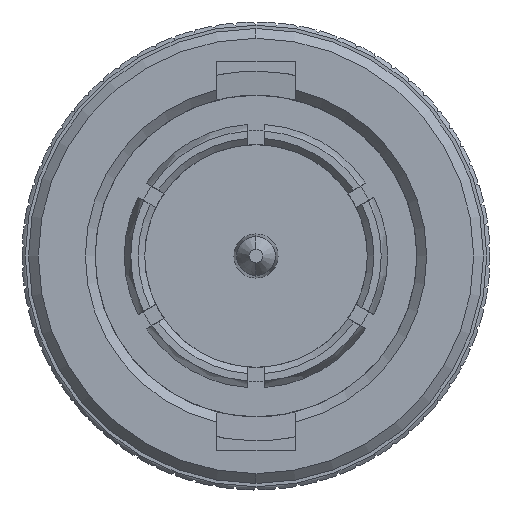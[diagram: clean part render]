
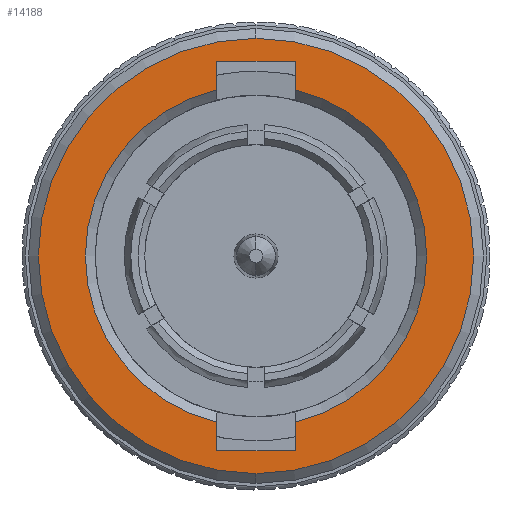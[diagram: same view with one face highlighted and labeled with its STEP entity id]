
A CAD part, left-side view. The second image highlights one B-rep face of the part: STEP entity #14188.
In plain terms, the highlighted planar face has unit normal (-1, 0, 0).
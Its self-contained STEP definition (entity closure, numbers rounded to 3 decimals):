
#127 = CARTESIAN_POINT ( 'NONE',  ( -1.564, 1.2, 5.95 ) ) ;
#345 = CARTESIAN_POINT ( 'NONE',  ( -1.564, 0., 0. ) ) ;
#601 = DIRECTION ( 'NONE',  ( 0., 0., -1. ) ) ;
#628 = ORIENTED_EDGE ( 'NONE', *, *, #8310, .T. ) ;
#900 = CARTESIAN_POINT ( 'NONE',  ( -1.564, 0., 0. ) ) ;
#1111 = VERTEX_POINT ( 'NONE', #5882 ) ;
#1219 = VERTEX_POINT ( 'NONE', #4982 ) ;
#1408 = VECTOR ( 'NONE', #13373, 1000. ) ;
#1444 = ORIENTED_EDGE ( 'NONE', *, *, #14494, .T. ) ;
#1482 = DIRECTION ( 'NONE',  ( 0., 0., 1. ) ) ;
#1543 = VECTOR ( 'NONE', #5242, 1000. ) ;
#1720 = LINE ( 'NONE', #9296, #12499 ) ;
#1787 = EDGE_CURVE ( 'NONE', #11371, #2164, #5894, .T. ) ;
#2012 = CARTESIAN_POINT ( 'NONE',  ( -1.564, 1.2, -5.95 ) ) ;
#2164 = VERTEX_POINT ( 'NONE', #127 ) ;
#2523 = DIRECTION ( 'NONE',  ( 1., 0., 0. ) ) ;
#2963 = ORIENTED_EDGE ( 'NONE', *, *, #6659, .T. ) ;
#2997 = EDGE_CURVE ( 'NONE', #7324, #6650, #11859, .T. ) ;
#3020 = CARTESIAN_POINT ( 'NONE',  ( -1.564, -1.2, 0. ) ) ;
#3100 = CARTESIAN_POINT ( 'NONE',  ( -1.564, -1.2, -5.95 ) ) ;
#3159 = ORIENTED_EDGE ( 'NONE', *, *, #7322, .T. ) ;
#3725 = CIRCLE ( 'NONE', #12003, 5.215 ) ;
#4339 = PLANE ( 'NONE',  #11131 ) ;
#4477 = DIRECTION ( 'NONE',  ( -1., 0., 0. ) ) ;
#4533 = EDGE_CURVE ( 'NONE', #7454, #1219, #12890, .T. ) ;
#4826 = ORIENTED_EDGE ( 'NONE', *, *, #13795, .F. ) ;
#4982 = CARTESIAN_POINT ( 'NONE',  ( -1.564, 0., -6.65 ) ) ;
#5050 = DIRECTION ( 'NONE',  ( 0., -1., 0. ) ) ;
#5242 = DIRECTION ( 'NONE',  ( 0., 0., -1. ) ) ;
#5407 = DIRECTION ( 'NONE',  ( 0., 0., 1. ) ) ;
#5624 = CARTESIAN_POINT ( 'NONE',  ( -1.564, 0., 0. ) ) ;
#5672 = CARTESIAN_POINT ( 'NONE',  ( -1.564, -1.2, 5.075 ) ) ;
#5821 = DIRECTION ( 'NONE',  ( 0., 0., -1. ) ) ;
#5882 = CARTESIAN_POINT ( 'NONE',  ( -1.564, -1.2, -5.075 ) ) ;
#5894 = LINE ( 'NONE', #12161, #9398 ) ;
#5904 = CARTESIAN_POINT ( 'NONE',  ( -1.564, 0., 0. ) ) ;
#6299 = CARTESIAN_POINT ( 'NONE',  ( -1.564, -1.2, 5.95 ) ) ;
#6650 = VERTEX_POINT ( 'NONE', #5672 ) ;
#6659 = EDGE_CURVE ( 'NONE', #12718, #11225, #1720, .T. ) ;
#7220 = FACE_BOUND ( 'NONE', #9966, .T. ) ;
#7322 = EDGE_CURVE ( 'NONE', #1111, #11491, #14238, .T. ) ;
#7324 = VERTEX_POINT ( 'NONE', #6299 ) ;
#7454 = VERTEX_POINT ( 'NONE', #12256 ) ;
#7722 = AXIS2_PLACEMENT_3D ( 'NONE', #900, #9834, #8757 ) ;
#7969 = ORIENTED_EDGE ( 'NONE', *, *, #4533, .T. ) ;
#8140 = CARTESIAN_POINT ( 'NONE',  ( -1.564, 1.2, 5.075 ) ) ;
#8310 = EDGE_CURVE ( 'NONE', #1219, #7454, #12289, .T. ) ;
#8478 = VECTOR ( 'NONE', #5050, 1000. ) ;
#8591 = CARTESIAN_POINT ( 'NONE',  ( -1.564, 0., 0. ) ) ;
#8648 = AXIS2_PLACEMENT_3D ( 'NONE', #345, #10512, #1482 ) ;
#8757 = DIRECTION ( 'NONE',  ( 0., 0., -1. ) ) ;
#8890 = CARTESIAN_POINT ( 'NONE',  ( -1.564, 1.2, -5.075 ) ) ;
#9030 = VECTOR ( 'NONE', #5821, 1000. ) ;
#9296 = CARTESIAN_POINT ( 'NONE',  ( -1.564, 1.2, 0. ) ) ;
#9306 = AXIS2_PLACEMENT_3D ( 'NONE', #8591, #12990, #601 ) ;
#9398 = VECTOR ( 'NONE', #5407, 1000. ) ;
#9834 = DIRECTION ( 'NONE',  ( -1., 0., 0. ) ) ;
#9966 = EDGE_LOOP ( 'NONE', ( #12637, #2963, #1444, #11852, #4826, #12722, #10910, #3159 ) ) ;
#10050 = LINE ( 'NONE', #14557, #1408 ) ;
#10512 = DIRECTION ( 'NONE',  ( 1., 0., 0. ) ) ;
#10626 = CARTESIAN_POINT ( 'NONE',  ( -1.564, 0., -5.95 ) ) ;
#10725 = DIRECTION ( 'NONE',  ( 0., 0., 1. ) ) ;
#10813 = EDGE_CURVE ( 'NONE', #6650, #1111, #3725, .T. ) ;
#10910 = ORIENTED_EDGE ( 'NONE', *, *, #10813, .T. ) ;
#11122 = CIRCLE ( 'NONE', #8648, 5.215 ) ;
#11131 = AXIS2_PLACEMENT_3D ( 'NONE', #5624, #4477, #14635 ) ;
#11225 = VERTEX_POINT ( 'NONE', #8890 ) ;
#11371 = VERTEX_POINT ( 'NONE', #8140 ) ;
#11491 = VERTEX_POINT ( 'NONE', #3100 ) ;
#11852 = ORIENTED_EDGE ( 'NONE', *, *, #1787, .T. ) ;
#11859 = LINE ( 'NONE', #12484, #9030 ) ;
#11987 = FACE_OUTER_BOUND ( 'NONE', #14515, .T. ) ;
#12003 = AXIS2_PLACEMENT_3D ( 'NONE', #5904, #2523, #10725 ) ;
#12161 = CARTESIAN_POINT ( 'NONE',  ( -1.564, 1.2, 0. ) ) ;
#12256 = CARTESIAN_POINT ( 'NONE',  ( -1.564, 0., 6.65 ) ) ;
#12289 = CIRCLE ( 'NONE', #7722, 6.65 ) ;
#12484 = CARTESIAN_POINT ( 'NONE',  ( -1.564, -1.2, 0. ) ) ;
#12499 = VECTOR ( 'NONE', #13990, 1000. ) ;
#12637 = ORIENTED_EDGE ( 'NONE', *, *, #13506, .F. ) ;
#12718 = VERTEX_POINT ( 'NONE', #2012 ) ;
#12722 = ORIENTED_EDGE ( 'NONE', *, *, #2997, .T. ) ;
#12890 = CIRCLE ( 'NONE', #9306, 6.65 ) ;
#12990 = DIRECTION ( 'NONE',  ( -1., 0., 0. ) ) ;
#13373 = DIRECTION ( 'NONE',  ( 0., 1., 0. ) ) ;
#13506 = EDGE_CURVE ( 'NONE', #12718, #11491, #14466, .T. ) ;
#13795 = EDGE_CURVE ( 'NONE', #7324, #2164, #10050, .T. ) ;
#13990 = DIRECTION ( 'NONE',  ( 0., 0., 1. ) ) ;
#14188 = ADVANCED_FACE ( 'NONE', ( #7220, #11987 ), #4339, .T. ) ;
#14238 = LINE ( 'NONE', #3020, #1543 ) ;
#14466 = LINE ( 'NONE', #10626, #8478 ) ;
#14494 = EDGE_CURVE ( 'NONE', #11225, #11371, #11122, .T. ) ;
#14515 = EDGE_LOOP ( 'NONE', ( #628, #7969 ) ) ;
#14557 = CARTESIAN_POINT ( 'NONE',  ( -1.564, 0., 5.95 ) ) ;
#14635 = DIRECTION ( 'NONE',  ( 0., 0., 1. ) ) ;
